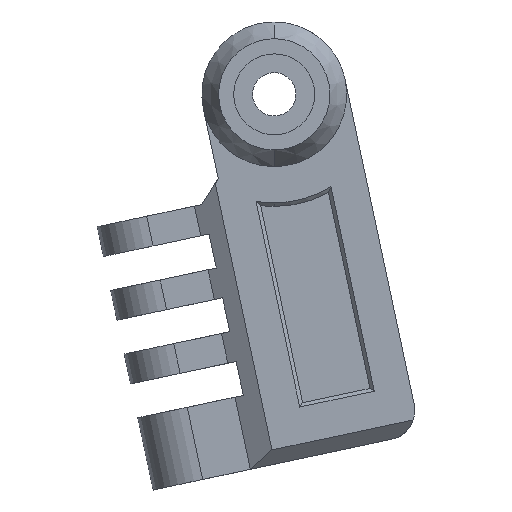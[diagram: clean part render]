
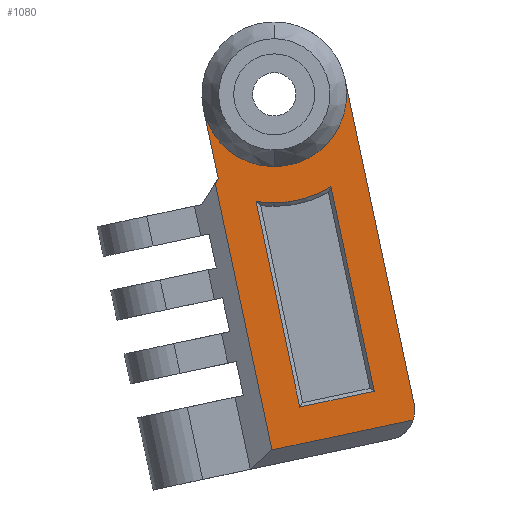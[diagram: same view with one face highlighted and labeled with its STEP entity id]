
A CAD part, front view. The second image highlights one B-rep face of the part: STEP entity #1080.
In plain terms, the highlighted planar face has unit normal (0, -1, 0).
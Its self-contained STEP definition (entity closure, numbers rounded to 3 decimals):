
#35 = VERTEX_POINT ( 'NONE', #1047 ) ;
#36 = DIRECTION ( 'NONE',  ( -0.208, 0., 0.978 ) ) ;
#44 = CARTESIAN_POINT ( 'NONE',  ( -9.781, 12.195, -11.579 ) ) ;
#58 = CARTESIAN_POINT ( 'NONE',  ( -9.735, 12.195, -29.637 ) ) ;
#89 = AXIS2_PLACEMENT_3D ( 'NONE', #2237, #365, #505 ) ;
#114 = VERTEX_POINT ( 'NONE', #1221 ) ;
#168 = EDGE_CURVE ( 'NONE', #2089, #2238, #2210, .T. ) ;
#183 = VECTOR ( 'NONE', #2044, 1000. ) ;
#191 = VERTEX_POINT ( 'NONE', #2243 ) ;
#216 = VECTOR ( 'NONE', #1867, 1000. ) ;
#243 = VERTEX_POINT ( 'NONE', #720 ) ;
#262 = CIRCLE ( 'NONE', #1677, 2. ) ;
#296 = AXIS2_PLACEMENT_3D ( 'NONE', #621, #1012, #1154 ) ;
#298 = ORIENTED_EDGE ( 'NONE', *, *, #350, .F. ) ;
#350 = EDGE_CURVE ( 'NONE', #2238, #2415, #2371, .T. ) ;
#365 = DIRECTION ( 'NONE',  ( 0., -1., 0. ) ) ;
#370 = EDGE_CURVE ( 'NONE', #1340, #1280, #1199, .T. ) ;
#375 = EDGE_CURVE ( 'NONE', #114, #1158, #416, .T. ) ;
#383 = CARTESIAN_POINT ( 'NONE',  ( -2.864, 12.195, -24.599 ) ) ;
#401 = VERTEX_POINT ( 'NONE', #2348 ) ;
#405 = ORIENTED_EDGE ( 'NONE', *, *, #557, .F. ) ;
#409 = DIRECTION ( 'NONE',  ( 0., 1., 0. ) ) ;
#414 = CARTESIAN_POINT ( 'NONE',  ( -8.017, 12.195, -25.694 ) ) ;
#416 = CIRCLE ( 'NONE', #296, 5. ) ;
#475 = DIRECTION ( 'NONE',  ( 0., -1., 0. ) ) ;
#505 = DIRECTION ( 'NONE',  ( -0.407, 0., 0.914 ) ) ;
#509 = AXIS2_PLACEMENT_3D ( 'NONE', #649, #1404, #668 ) ;
#515 = EDGE_LOOP ( 'NONE', ( #790, #660, #2389, #1476, #1911, #575, #1841, #1608 ) ) ;
#522 = DIRECTION ( 'NONE',  ( 0., 0., -1. ) ) ;
#557 = EDGE_CURVE ( 'NONE', #2415, #401, #1262, .T. ) ;
#575 = ORIENTED_EDGE ( 'NONE', *, *, #375, .F. ) ;
#599 = CARTESIAN_POINT ( 'NONE',  ( -4.891, 12.195, -3.04 ) ) ;
#621 = CARTESIAN_POINT ( 'NONE',  ( -9.781, 12.195, -4.079 ) ) ;
#649 = CARTESIAN_POINT ( 'NONE',  ( -9.781, 12.195, -4.079 ) ) ;
#660 = ORIENTED_EDGE ( 'NONE', *, *, #711, .T. ) ;
#668 = DIRECTION ( 'NONE',  ( 0., 0., -1. ) ) ;
#692 = CARTESIAN_POINT ( 'NONE',  ( -2.864, 12.195, -24.599 ) ) ;
#711 = EDGE_CURVE ( 'NONE', #1280, #35, #717, .T. ) ;
#717 = LINE ( 'NONE', #1657, #183 ) ;
#720 = CARTESIAN_POINT ( 'NONE',  ( -0.107, 12.195, -25.546 ) ) ;
#767 = CARTESIAN_POINT ( 'NONE',  ( -13.858, 12.195, -10.239 ) ) ;
#790 = ORIENTED_EDGE ( 'NONE', *, *, #370, .T. ) ;
#847 = DIRECTION ( 'NONE',  ( -0.407, 0., 0.914 ) ) ;
#851 = VECTOR ( 'NONE', #2296, 1000. ) ;
#918 = EDGE_CURVE ( 'NONE', #191, #1340, #1412, .T. ) ;
#1012 = DIRECTION ( 'NONE',  ( 0., -1., 0. ) ) ;
#1047 = CARTESIAN_POINT ( 'NONE',  ( -0.161, 12.195, -26.58 ) ) ;
#1048 = CARTESIAN_POINT ( 'NONE',  ( -2.063, 12.195, -25.962 ) ) ;
#1080 = ADVANCED_FACE ( 'NONE', ( #1263, #2205 ), #2052, .T. ) ;
#1085 = LINE ( 'NONE', #1645, #216 ) ;
#1092 = CARTESIAN_POINT ( 'NONE',  ( -8.017, 12.195, -25.694 ) ) ;
#1154 = DIRECTION ( 'NONE',  ( 0., 0., -1. ) ) ;
#1158 = VERTEX_POINT ( 'NONE', #2006 ) ;
#1175 = VERTEX_POINT ( 'NONE', #1092 ) ;
#1199 = LINE ( 'NONE', #58, #2337 ) ;
#1221 = CARTESIAN_POINT ( 'NONE',  ( -14.672, 12.195, -5.119 ) ) ;
#1240 = CARTESIAN_POINT ( 'NONE',  ( -13.651, 12.195, -9.921 ) ) ;
#1247 = ORIENTED_EDGE ( 'NONE', *, *, #2110, .F. ) ;
#1262 = CIRCLE ( 'NONE', #509, 7.5 ) ;
#1263 = FACE_BOUND ( 'NONE', #1734, .T. ) ;
#1280 = VERTEX_POINT ( 'NONE', #2299 ) ;
#1316 = AXIS2_PLACEMENT_3D ( 'NONE', #1420, #409, #1543 ) ;
#1340 = VERTEX_POINT ( 'NONE', #767 ) ;
#1404 = DIRECTION ( 'NONE',  ( 0., 1., 0. ) ) ;
#1412 = LINE ( 'NONE', #1240, #1886 ) ;
#1420 = CARTESIAN_POINT ( 'NONE',  ( -9.781, 12.195, -4.079 ) ) ;
#1457 = VECTOR ( 'NONE', #1839, 1000. ) ;
#1476 = ORIENTED_EDGE ( 'NONE', *, *, #2274, .T. ) ;
#1517 = VECTOR ( 'NONE', #36, 1000. ) ;
#1538 = EDGE_CURVE ( 'NONE', #35, #243, #262, .T. ) ;
#1543 = DIRECTION ( 'NONE',  ( 0., 0., -1. ) ) ;
#1548 = ORIENTED_EDGE ( 'NONE', *, *, #2372, .F. ) ;
#1608 = ORIENTED_EDGE ( 'NONE', *, *, #918, .T. ) ;
#1645 = CARTESIAN_POINT ( 'NONE',  ( -11.04, 12.195, -11.473 ) ) ;
#1657 = CARTESIAN_POINT ( 'NONE',  ( -1.855, 12.195, -26.94 ) ) ;
#1677 = AXIS2_PLACEMENT_3D ( 'NONE', #1048, #475, #847 ) ;
#1691 = CARTESIAN_POINT ( 'NONE',  ( -5.866, 12.195, -10.476 ) ) ;
#1722 = DIRECTION ( 'NONE',  ( 0.978, 0., 0.208 ) ) ;
#1734 = EDGE_LOOP ( 'NONE', ( #1548, #1247, #405, #298, #2201 ) ) ;
#1736 = LINE ( 'NONE', #599, #1517 ) ;
#1797 = DIRECTION ( 'NONE',  ( -0.545, 0., -0.839 ) ) ;
#1839 = DIRECTION ( 'NONE',  ( -0.208, 0., 0.978 ) ) ;
#1841 = ORIENTED_EDGE ( 'NONE', *, *, #2342, .T. ) ;
#1867 = DIRECTION ( 'NONE',  ( 0.208, 0., -0.978 ) ) ;
#1886 = VECTOR ( 'NONE', #1797, 1000. ) ;
#1911 = ORIENTED_EDGE ( 'NONE', *, *, #2046, .F. ) ;
#1942 = CARTESIAN_POINT ( 'NONE',  ( -9.472, 12.195, -29.582 ) ) ;
#1964 = AXIS2_PLACEMENT_3D ( 'NONE', #2400, #2207, #522 ) ;
#2006 = CARTESIAN_POINT ( 'NONE',  ( -9.781, 12.195, -9.079 ) ) ;
#2044 = DIRECTION ( 'NONE',  ( 0.978, 0., 0.208 ) ) ;
#2046 = EDGE_CURVE ( 'NONE', #1158, #2334, #2398, .T. ) ;
#2052 = PLANE ( 'NONE',  #89 ) ;
#2089 = VERTEX_POINT ( 'NONE', #692 ) ;
#2110 = EDGE_CURVE ( 'NONE', #401, #1175, #1085, .T. ) ;
#2201 = ORIENTED_EDGE ( 'NONE', *, *, #168, .F. ) ;
#2205 = FACE_OUTER_BOUND ( 'NONE', #515, .T. ) ;
#2207 = DIRECTION ( 'NONE',  ( 0., -1., 0. ) ) ;
#2210 = LINE ( 'NONE', #383, #1457 ) ;
#2224 = VECTOR ( 'NONE', #1722, 1000. ) ;
#2237 = CARTESIAN_POINT ( 'NONE',  ( -9.781, 12.195, -4.079 ) ) ;
#2238 = VERTEX_POINT ( 'NONE', #1691 ) ;
#2243 = CARTESIAN_POINT ( 'NONE',  ( -13.651, 12.195, -9.921 ) ) ;
#2272 = CARTESIAN_POINT ( 'NONE',  ( -4.891, 12.195, -3.04 ) ) ;
#2274 = EDGE_CURVE ( 'NONE', #243, #2334, #1736, .T. ) ;
#2284 = LINE ( 'NONE', #1942, #851 ) ;
#2296 = DIRECTION ( 'NONE',  ( 0.208, 0., -0.978 ) ) ;
#2299 = CARTESIAN_POINT ( 'NONE',  ( -9.942, 12.195, -28.659 ) ) ;
#2304 = DIRECTION ( 'NONE',  ( 0.208, 0., -0.978 ) ) ;
#2309 = LINE ( 'NONE', #414, #2224 ) ;
#2334 = VERTEX_POINT ( 'NONE', #2272 ) ;
#2337 = VECTOR ( 'NONE', #2304, 1000. ) ;
#2342 = EDGE_CURVE ( 'NONE', #114, #191, #2284, .T. ) ;
#2348 = CARTESIAN_POINT ( 'NONE',  ( -11.04, 12.195, -11.473 ) ) ;
#2371 = CIRCLE ( 'NONE', #1316, 7.5 ) ;
#2372 = EDGE_CURVE ( 'NONE', #1175, #2089, #2309, .T. ) ;
#2389 = ORIENTED_EDGE ( 'NONE', *, *, #1538, .T. ) ;
#2398 = CIRCLE ( 'NONE', #1964, 5. ) ;
#2400 = CARTESIAN_POINT ( 'NONE',  ( -9.781, 12.195, -4.079 ) ) ;
#2415 = VERTEX_POINT ( 'NONE', #44 ) ;
